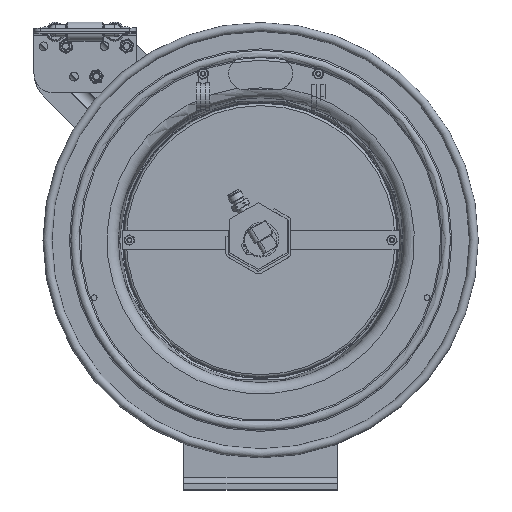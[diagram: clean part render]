
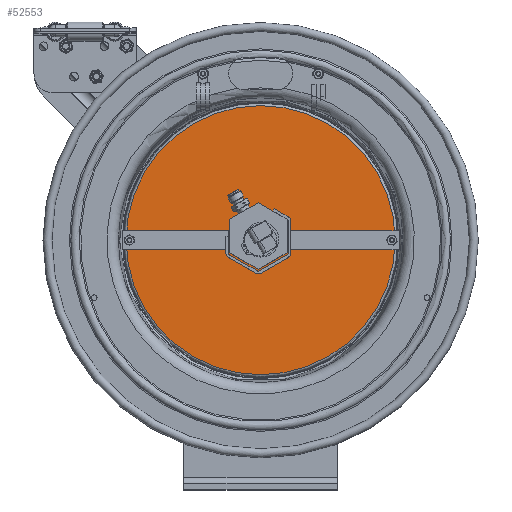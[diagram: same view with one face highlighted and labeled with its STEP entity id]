
A CAD part, top view. The second image highlights one B-rep face of the part: STEP entity #52553.
In plain terms, the highlighted planar face has unit normal (0, 0, 1).
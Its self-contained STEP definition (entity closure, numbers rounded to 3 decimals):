
#13411=FACE_BOUND('',#15900,.T.);
#13412=FACE_BOUND('',#15901,.T.);
#13413=FACE_BOUND('',#15902,.T.);
#13760=FACE_OUTER_BOUND('',#15899,.T.);
#15899=EDGE_LOOP('',(#35931,#35932));
#15900=EDGE_LOOP('',(#35933));
#15901=EDGE_LOOP('',(#35934));
#15902=EDGE_LOOP('',(#35935));
#18385=CIRCLE('',#54985,5.255);
#18386=CIRCLE('',#54986,5.255);
#18390=CIRCLE('',#54991,0.1);
#18391=CIRCLE('',#54992,0.1);
#18392=CIRCLE('',#54993,0.65);
#20178=VERTEX_POINT('',#70952);
#20179=VERTEX_POINT('',#70953);
#20182=VERTEX_POINT('',#70962);
#20183=VERTEX_POINT('',#70964);
#20184=VERTEX_POINT('',#70966);
#26940=EDGE_CURVE('',#20178,#20179,#18385,.T.);
#26941=EDGE_CURVE('',#20179,#20178,#18386,.T.);
#26945=EDGE_CURVE('',#20182,#20182,#18390,.T.);
#26946=EDGE_CURVE('',#20183,#20183,#18391,.T.);
#26947=EDGE_CURVE('',#20184,#20184,#18392,.T.);
#35931=ORIENTED_EDGE('',*,*,#26940,.T.);
#35932=ORIENTED_EDGE('',*,*,#26941,.T.);
#35933=ORIENTED_EDGE('',*,*,#26945,.T.);
#35934=ORIENTED_EDGE('',*,*,#26946,.T.);
#35935=ORIENTED_EDGE('',*,*,#26947,.T.);
#49355=PLANE('',#54990);
#52553=ADVANCED_FACE('',(#13760,#13411,#13412,#13413),#49355,.T.);
#54985=AXIS2_PLACEMENT_3D('',#70954,#58608,#58609);
#54986=AXIS2_PLACEMENT_3D('',#70955,#58610,#58611);
#54990=AXIS2_PLACEMENT_3D('',#70961,#58618,#58619);
#54991=AXIS2_PLACEMENT_3D('',#70963,#58620,#58621);
#54992=AXIS2_PLACEMENT_3D('',#70965,#58622,#58623);
#54993=AXIS2_PLACEMENT_3D('',#70967,#58624,#58625);
#58608=DIRECTION('center_axis',(0.,0.,
1.));
#58609=DIRECTION('ref_axis',(0.,1.,0.));
#58610=DIRECTION('center_axis',(0.,0.,
1.));
#58611=DIRECTION('ref_axis',(0.,1.,0.));
#58618=DIRECTION('center_axis',(0.,0.,
1.));
#58619=DIRECTION('ref_axis',(1.,0.,0.));
#58620=DIRECTION('center_axis',(0.,0.,
-1.));
#58621=DIRECTION('ref_axis',(0.,1.,0.));
#58622=DIRECTION('center_axis',(0.,0.,
-1.));
#58623=DIRECTION('ref_axis',(0.,1.,0.));
#58624=DIRECTION('center_axis',(0.,0.,
-1.));
#58625=DIRECTION('ref_axis',(0.,-1.,0.));
#70952=CARTESIAN_POINT('',(-21.229,2.741,26.078));
#70953=CARTESIAN_POINT('',(-26.484,-2.514,26.078));
#70954=CARTESIAN_POINT('Origin',(-21.229,-2.514,26.078));
#70955=CARTESIAN_POINT('Origin',(-21.229,-2.514,26.078));
#70961=CARTESIAN_POINT('Origin',(-21.229,0.113,26.078));
#70962=CARTESIAN_POINT('',(-16.104,-2.414,26.078));
#70963=CARTESIAN_POINT('Origin',(-16.104,-2.514,26.078));
#70964=CARTESIAN_POINT('',(-26.354,-2.414,26.078));
#70965=CARTESIAN_POINT('Origin',(-26.354,-2.514,26.078));
#70966=CARTESIAN_POINT('',(-21.229,-1.864,26.078));
#70967=CARTESIAN_POINT('Origin',(-21.229,-2.514,26.078));
